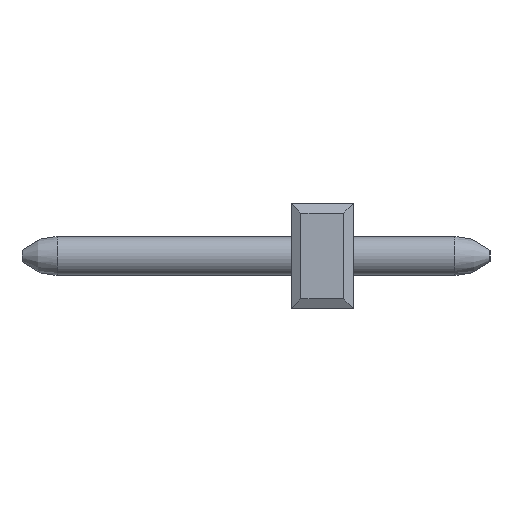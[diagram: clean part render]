
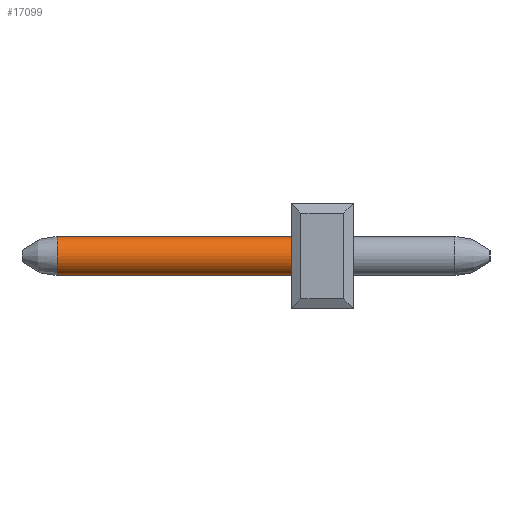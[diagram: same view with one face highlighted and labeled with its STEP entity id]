
A CAD part, left-side view. The second image highlights one B-rep face of the part: STEP entity #17099.
In plain terms, the highlighted cylindrical face has radius 0.5 mm (diameter 1 mm), a full revolution.
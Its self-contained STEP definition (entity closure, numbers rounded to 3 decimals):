
#17057=CARTESIAN_POINT('',(0.5,6.8,0.0));
#17058=VERTEX_POINT('',#17057);
#17059=CARTESIAN_POINT('',(0.,6.8,0.0));
#17060=DIRECTION('',(0.0,-1.0,0.0));
#17061=DIRECTION('',(-1.0,0.0,0.0));
#17062=AXIS2_PLACEMENT_3D('',#17059,#17060,#17061);
#17063=CIRCLE('',#17062,0.5);
#17064=EDGE_CURVE('',#17058,#17058,#17063,.T.);
#17080=CARTESIAN_POINT('',(0.,-0.8,0.0));
#17081=DIRECTION('',(0.,-1.0,0.0));
#17082=DIRECTION('',(-1.0,0.0,0.0));
#17083=AXIS2_PLACEMENT_3D('',#17080,#17081,#17082);
#17084=CYLINDRICAL_SURFACE('',#17083,0.5);
#17085=ORIENTED_EDGE('',*,*,#17064,.T.);
#17086=EDGE_LOOP('',(#17085));
#17087=FACE_OUTER_BOUND('',#17086,.T.);
#17088=CARTESIAN_POINT('',(0.5,0.65,0.0));
#17089=VERTEX_POINT('',#17088);
#17090=CARTESIAN_POINT('',(0.0,0.65,0.0));
#17091=DIRECTION('',(0.0,-1.0,0.0));
#17092=DIRECTION('',(1.0,0.0,0.0));
#17093=AXIS2_PLACEMENT_3D('',#17090,#17091,#17092);
#17094=CIRCLE('',#17093,0.5);
#17095=EDGE_CURVE('',#17089,#17089,#17094,.T.);
#17096=ORIENTED_EDGE('',*,*,#17095,.F.);
#17097=EDGE_LOOP('',(#17096));
#17098=FACE_BOUND('',#17097,.T.);
#17099=ADVANCED_FACE('',(#17087,#17098),#17084,.T.);
